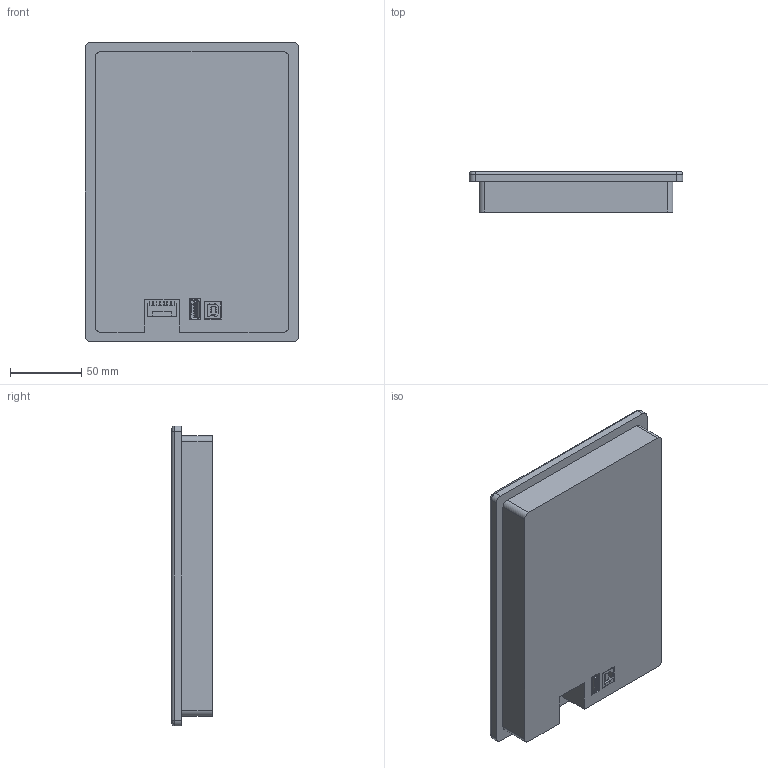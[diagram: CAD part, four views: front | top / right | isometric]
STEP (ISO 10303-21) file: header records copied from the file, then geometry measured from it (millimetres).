
FILE_DESCRIPTION(/* description */ (''),/* implementation_level */ '2;1');
FILE_NAME(/* name */ 'Display P80480V70I_T15B.stp',/* time_stamp */ '2019-02-14T11:40:53-02:00',/* author */ ('Reservaa'),/* organization */ (''),/* preprocessor_version */ 'ST-DEVELOPER v17',/* originating_system */ 'Autodesk Inventor 2019',/* authorisation */ '');
FILE_SCHEMA (('AUTOMOTIVE_DESIGN { 1 0 10303 214 3 1 1 }'));
Length unit declared in the file: millimetre
Products named in the file (5): Display P80480V70I_T01B; Carcaça 7.0; User Library-c-292303-9-e-3d; usb_a-usb_b-top-c; 8cm de largura
Assembly tree (4 placements, depth 2):
  Display P80480V70I_T01B
    Carcaça 7.0
    User Library-c-292303-9-e-3d
    usb_a-usb_b-top-c
    8cm de largura
Bounding box: 149.5 x 28.4 x 210 mm (x, y, z)
Volume: 768145.3 mm3; surface area: 88726.7 mm2
Topology: 4 solids, 4 shells, 762 faces, 2060 edges, 1324 vertices
Faces by surface type: plane 585, cylinder 173, bspline 4
Entity records: 24635 total; most frequent: CARTESIAN_POINT 4563, ORIENTED_EDGE 4120, DIRECTION 3741, EDGE_CURVE 2060, LINE 1705, VECTOR 1705, VERTEX_POINT 1324, AXIS2_PLACEMENT_3D 1018
